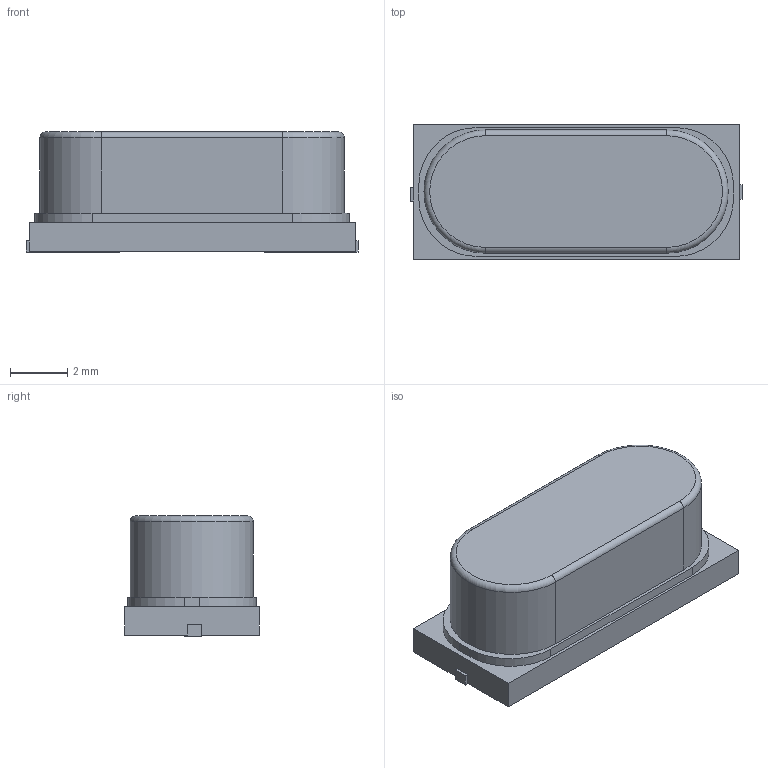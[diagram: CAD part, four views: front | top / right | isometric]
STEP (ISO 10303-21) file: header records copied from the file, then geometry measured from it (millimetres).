
FILE_DESCRIPTION(('FreeCAD Model'),'2;1');
FILE_NAME('crystal_hc-49-smd.step', '2017-09-15T23:46:25',('kicad StepUp'),('ksu MCAD'), 'Open CASCADE STEP processor 6.9','FreeCAD','Unknown');
FILE_SCHEMA(('AUTOMOTIVE_DESIGN_CC2 { 1 2 10303 214 -1 1 5 4 }'));
Length unit declared in the file: inch
Products named in the file (2): ASSEMBLY; crystal_hc-49-smd
Assembly tree (1 placements, depth 2):
  ASSEMBLY
    crystal_hc-49-smd
Bounding box: 11.61 x 4.7 x 4.2 mm (x, y, z)
Volume: 187.6 mm3; surface area: 221.4 mm2
Topology: 1 solids, 1 shells, 36 faces, 92 edges, 60 vertices
Faces by surface type: plane 26, cylinder 8, torus 2
Entity records: 1371 total; most frequent: CARTESIAN_POINT 190, DIRECTION 186, ORIENTED_EDGE 184, EDGE_CURVE 92, LINE 74, VECTOR 74, VERTEX_POINT 60, AXIS2_PLACEMENT_3D 56
